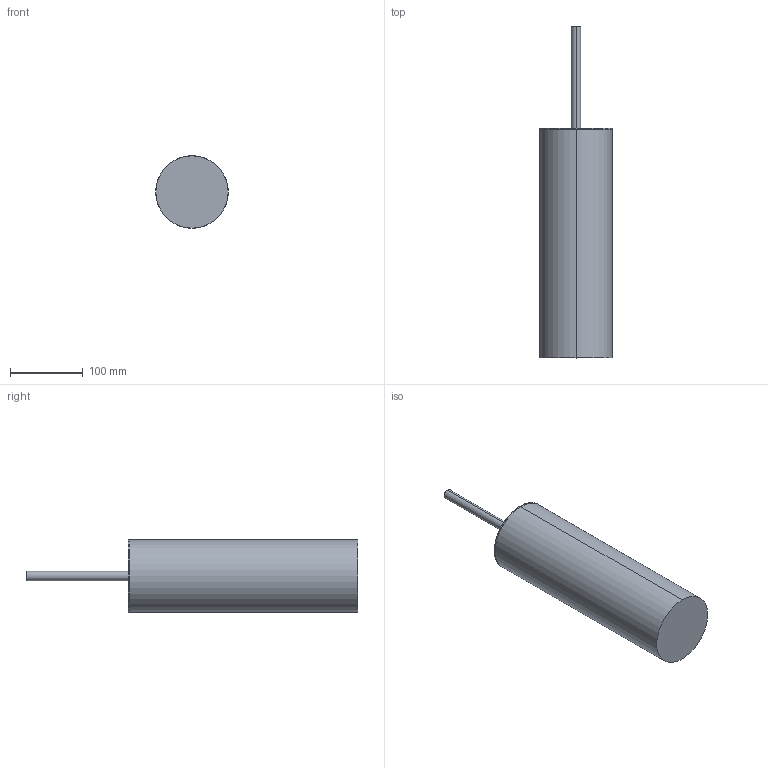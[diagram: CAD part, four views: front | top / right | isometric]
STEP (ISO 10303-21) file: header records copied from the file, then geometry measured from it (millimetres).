
FILE_DESCRIPTION (( 'STEP AP214' ), '1' );
FILE_NAME ('84910979.STEP', '2020-09-30T06:31:41', ( '' ), ( '' ), 'SwSTEP 2.0', 'SolidWorks 2020', '' );
FILE_SCHEMA (( 'AUTOMOTIVE_DESIGN' ));
Length unit declared in the file: millimetre
Products named in the file (5): Planungsmodell_Deckel-+-08.11.02.558-1; 84910979; Planungsmodell_Rohr_gerade-+-28.568.780-10_ _K381_13x311; Planungsmodell_Rohr_gerade-+-28.568.780-10_ _K382_99,5x314,5; Griff-+-90.20.97.505.01-1_PDB_90209750501-00
Assembly tree (4 placements, depth 3):
  84910979
    Griff-+-90.20.97.505.01-1_PDB_90209750501-00
      Planungsmodell_Rohr_gerade-+-28.568.780-10_ _K381_13x311
      Planungsmodell_Deckel-+-08.11.02.558-1
    Planungsmodell_Rohr_gerade-+-28.568.780-10_ _K382_99,5x314,5
Bounding box: 100 x 457 x 100 mm (x, y, z)
Volume: 2507999.1 mm3; surface area: 143429.6 mm2
Topology: 3 solids, 3 shells, 15 faces, 24 edges, 16 vertices
Faces by surface type: cylinder 8, plane 7
Entity records: 556 total; most frequent: DIRECTION 86, CARTESIAN_POINT 63, ORIENTED_EDGE 48, AXIS2_PLACEMENT_3D 39, EDGE_CURVE 24, CIRCLE 16, EDGE_LOOP 16, VERTEX_POINT 16
